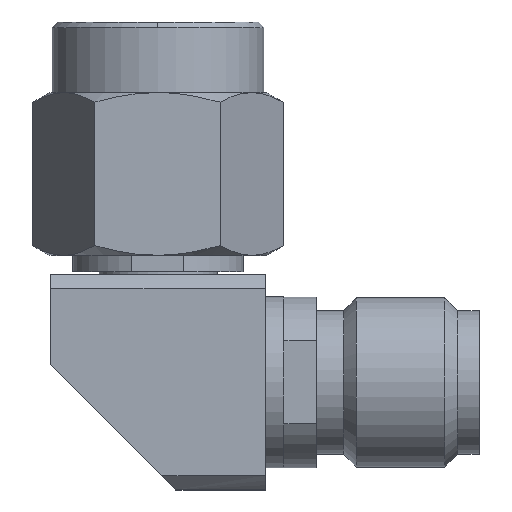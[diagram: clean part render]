
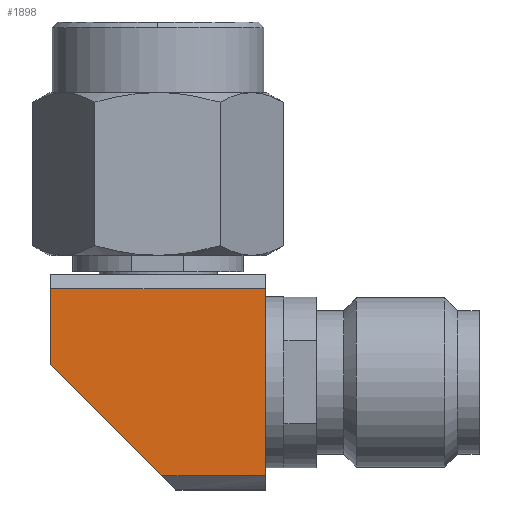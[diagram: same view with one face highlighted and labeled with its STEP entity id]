
A CAD part, top view. The second image highlights one B-rep face of the part: STEP entity #1898.
In plain terms, the highlighted planar face has unit normal (0, 0, 1).
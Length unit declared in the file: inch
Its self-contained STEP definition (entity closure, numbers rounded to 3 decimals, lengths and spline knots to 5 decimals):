
#43 = VERTEX_POINT ( 'NONE', #487 ) ;
#53 = LINE ( 'NONE', #1418, #2760 ) ;
#122 = EDGE_LOOP ( 'NONE', ( #2916, #2395, #2776, #1536, #1651 ) ) ;
#123 = CARTESIAN_POINT ( 'NONE',  ( -0.02677, -0.13553, 0.15591 ) ) ;
#134 = DIRECTION ( 'NONE',  ( 0.707, -0.707, 0. ) ) ;
#487 = CARTESIAN_POINT ( 'NONE',  ( -0.02677, -0.13553, 0.15591 ) ) ;
#511 = DIRECTION ( 'NONE',  ( 1., 0., 0. ) ) ;
#558 = VERTEX_POINT ( 'NONE', #1967 ) ;
#654 = VECTOR ( 'NONE', #511, 39.37008 ) ;
#664 = EDGE_CURVE ( 'NONE', #2463, #558, #2057, .T. ) ;
#737 = FACE_OUTER_BOUND ( 'NONE', #122, .T. ) ;
#838 = VECTOR ( 'NONE', #1752, 39.37008 ) ;
#864 = CARTESIAN_POINT ( 'NONE',  ( -0.02677, 0.13553, 0.15591 ) ) ;
#866 = DIRECTION ( 'NONE',  ( 0., -1., 0. ) ) ;
#945 = VERTEX_POINT ( 'NONE', #2735 ) ;
#1051 = LINE ( 'NONE', #2450, #2153 ) ;
#1340 = CARTESIAN_POINT ( 'NONE',  ( -0.33858, 0.13553, 0.15591 ) ) ;
#1418 = CARTESIAN_POINT ( 'NONE',  ( -0.17707, -0.13553, 0.15591 ) ) ;
#1518 = CARTESIAN_POINT ( 'NONE',  ( -0.33858, 0.13553, 0.15591 ) ) ;
#1533 = EDGE_CURVE ( 'NONE', #558, #945, #1051, .T. ) ;
#1536 = ORIENTED_EDGE ( 'NONE', *, *, #1533, .T. ) ;
#1651 = ORIENTED_EDGE ( 'NONE', *, *, #2651, .T. ) ;
#1671 = CARTESIAN_POINT ( 'NONE',  ( 0., 0., 0.15591 ) ) ;
#1677 = LINE ( 'NONE', #2622, #654 ) ;
#1752 = DIRECTION ( 'NONE',  ( 0., 1., 0. ) ) ;
#1795 = VERTEX_POINT ( 'NONE', #864 ) ;
#1898 = ADVANCED_FACE ( 'NONE', ( #737 ), #2098, .T. ) ;
#1967 = CARTESIAN_POINT ( 'NONE',  ( -0.33858, 0.02598, 0.15591 ) ) ;
#2057 = LINE ( 'NONE', #1340, #2839 ) ;
#2064 = EDGE_CURVE ( 'NONE', #43, #1795, #2277, .T. ) ;
#2098 = PLANE ( 'NONE',  #2501 ) ;
#2153 = VECTOR ( 'NONE', #134, 39.37008 ) ;
#2277 = LINE ( 'NONE', #123, #838 ) ;
#2395 = ORIENTED_EDGE ( 'NONE', *, *, #2684, .F. ) ;
#2450 = CARTESIAN_POINT ( 'NONE',  ( -0.33858, 0.02598, 0.15591 ) ) ;
#2463 = VERTEX_POINT ( 'NONE', #1518 ) ;
#2501 = AXIS2_PLACEMENT_3D ( 'NONE', #1671, #2825, #2597 ) ;
#2597 = DIRECTION ( 'NONE',  ( 1., 0., 0. ) ) ;
#2622 = CARTESIAN_POINT ( 'NONE',  ( -0.33858, 0.13553, 0.15591 ) ) ;
#2651 = EDGE_CURVE ( 'NONE', #945, #43, #53, .T. ) ;
#2684 = EDGE_CURVE ( 'NONE', #2463, #1795, #1677, .T. ) ;
#2735 = CARTESIAN_POINT ( 'NONE',  ( -0.17707, -0.13553, 0.15591 ) ) ;
#2760 = VECTOR ( 'NONE', #2850, 39.37008 ) ;
#2776 = ORIENTED_EDGE ( 'NONE', *, *, #664, .T. ) ;
#2825 = DIRECTION ( 'NONE',  ( 0., 0., 1. ) ) ;
#2839 = VECTOR ( 'NONE', #866, 39.37008 ) ;
#2850 = DIRECTION ( 'NONE',  ( 1., 0., 0. ) ) ;
#2916 = ORIENTED_EDGE ( 'NONE', *, *, #2064, .T. ) ;
